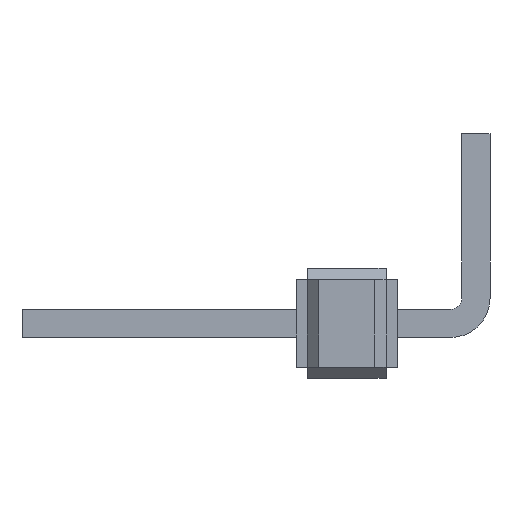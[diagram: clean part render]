
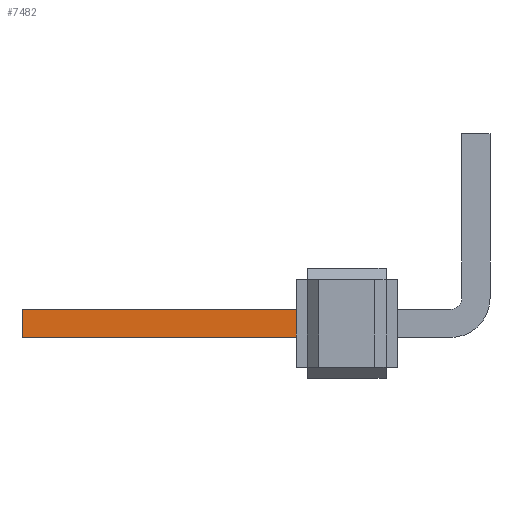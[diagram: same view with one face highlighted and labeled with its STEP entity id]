
A CAD part, left-side view. The second image highlights one B-rep face of the part: STEP entity #7482.
In plain terms, the highlighted planar face has unit normal (-1, 0, 0).
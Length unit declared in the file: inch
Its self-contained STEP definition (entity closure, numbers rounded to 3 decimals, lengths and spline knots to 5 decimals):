
#901=DIRECTION('',(0.,0.,1.));
#902=VECTOR('',#901,0.025);
#903=CARTESIAN_POINT('',(-0.2625,0.08,-0.0125));
#904=LINE('',#903,#902);
#2471=DIRECTION('',(0.,-1.,0.));
#2472=VECTOR('',#2471,0.254);
#2473=CARTESIAN_POINT('',(-0.2625,0.334,-0.0125));
#2474=LINE('',#2473,#2472);
#2475=DIRECTION('',(0.,0.,-1.));
#2476=VECTOR('',#2475,0.025);
#2477=CARTESIAN_POINT('',(-0.2625,0.334,0.0125));
#2478=LINE('',#2477,#2476);
#2479=DIRECTION('',(0.,1.,0.));
#2480=VECTOR('',#2479,0.254);
#2481=CARTESIAN_POINT('',(-0.2625,0.08,0.0125));
#2482=LINE('',#2481,#2480);
#3757=CARTESIAN_POINT('',(-0.2625,0.334,0.0125));
#3758=CARTESIAN_POINT('',(-0.2625,0.334,-0.0125));
#3759=VERTEX_POINT('',#3757);
#3760=VERTEX_POINT('',#3758);
#3765=CARTESIAN_POINT('',(-0.2625,0.08,-0.0125));
#3766=CARTESIAN_POINT('',(-0.2625,0.08,0.0125));
#3767=VERTEX_POINT('',#3765);
#3768=VERTEX_POINT('',#3766);
#7469=CARTESIAN_POINT('',(-0.2625,0.,0.));
#7470=DIRECTION('',(-1.,0.,0.));
#7471=DIRECTION('',(0.,0.,1.));
#7472=AXIS2_PLACEMENT_3D('',#7469,#7470,#7471);
#7473=PLANE('',#7472);
#7474=ORIENTED_EDGE('',*,*,#5152,.F.);
#7476=ORIENTED_EDGE('',*,*,#7475,.F.);
#7478=ORIENTED_EDGE('',*,*,#7477,.F.);
#7479=ORIENTED_EDGE('',*,*,#7461,.F.);
#7480=EDGE_LOOP('',(#7474,#7476,#7478,#7479));
#7481=FACE_OUTER_BOUND('',#7480,.F.);
#7482=ADVANCED_FACE('',(#7481),#7473,.T.);
#5152=EDGE_CURVE('',#3767,#3768,#904,.T.);
#7461=EDGE_CURVE('',#3768,#3759,#2482,.T.);
#7475=EDGE_CURVE('',#3760,#3767,#2474,.T.);
#7477=EDGE_CURVE('',#3759,#3760,#2478,.T.);
